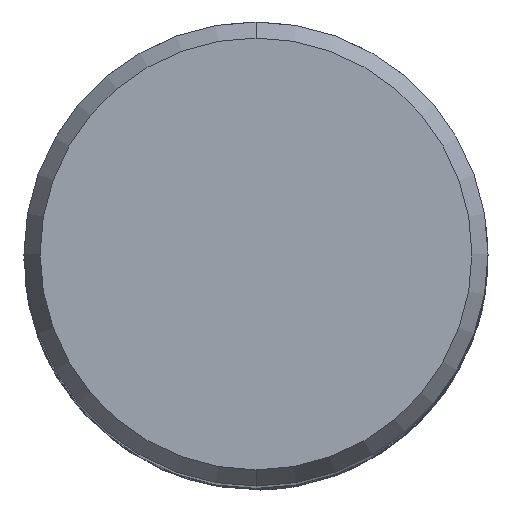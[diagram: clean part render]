
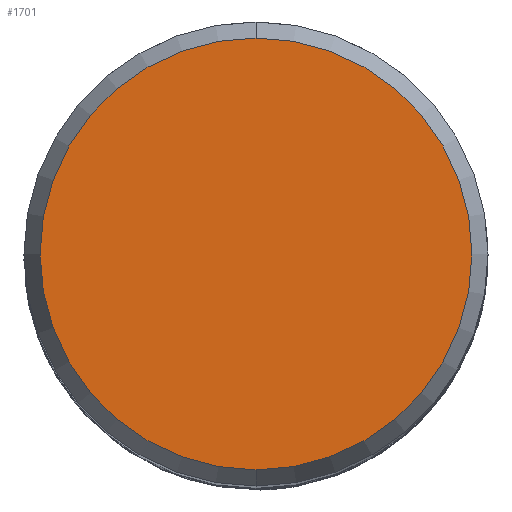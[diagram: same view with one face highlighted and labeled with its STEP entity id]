
A CAD part, top view. The second image highlights one B-rep face of the part: STEP entity #1701.
In plain terms, the highlighted planar face has unit normal (0, 0, 1).
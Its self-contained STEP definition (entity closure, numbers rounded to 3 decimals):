
#775=EDGE_CURVE('',#1795,#1615,#2181,.T.);
#1337=EDGE_CURVE('',#1615,#1795,#2799,.T.);
#1615=VERTEX_POINT('',#3105);
#1701=ADVANCED_FACE('',(#3198),#3199,.T.);
#1795=VERTEX_POINT('',#3303);
#2181=CIRCLE('',#4098,9.307);
#2799=CIRCLE('',#11448,9.307);
#3105=CARTESIAN_POINT('',(0.,-9.307,0.0));
#3198=FACE_OUTER_BOUND('',#16659,.T.);
#3199=PLANE('',#16660);
#3303=CARTESIAN_POINT('',(0.0,9.307,0.0));
#4098=AXIS2_PLACEMENT_3D('',#21646,#21647,#21648);
#11448=AXIS2_PLACEMENT_3D('',#22250,#22251,#22252);
#16659=EDGE_LOOP('',(#22694,#22695));
#16660=AXIS2_PLACEMENT_3D('',#22696,#22697,#22698);
#21646=CARTESIAN_POINT('',(0.0,0.0,0.0));
#21647=DIRECTION('',(0.0,0.0,-1.0));
#21648=DIRECTION('',(0.0,1.0,0.0));
#22250=CARTESIAN_POINT('',(0.0,0.0,0.0));
#22251=DIRECTION('',(0.0,0.0,-1.0));
#22252=DIRECTION('',(0.0,1.0,0.0));
#22694=ORIENTED_EDGE('',*,*,#775,.F.);
#22695=ORIENTED_EDGE('',*,*,#1337,.F.);
#22696=CARTESIAN_POINT('',(0.0,4.654,0.0));
#22697=DIRECTION('',(-0.0,0.0,1.0));
#22698=DIRECTION('',(0.0,-1.0,0.0));
